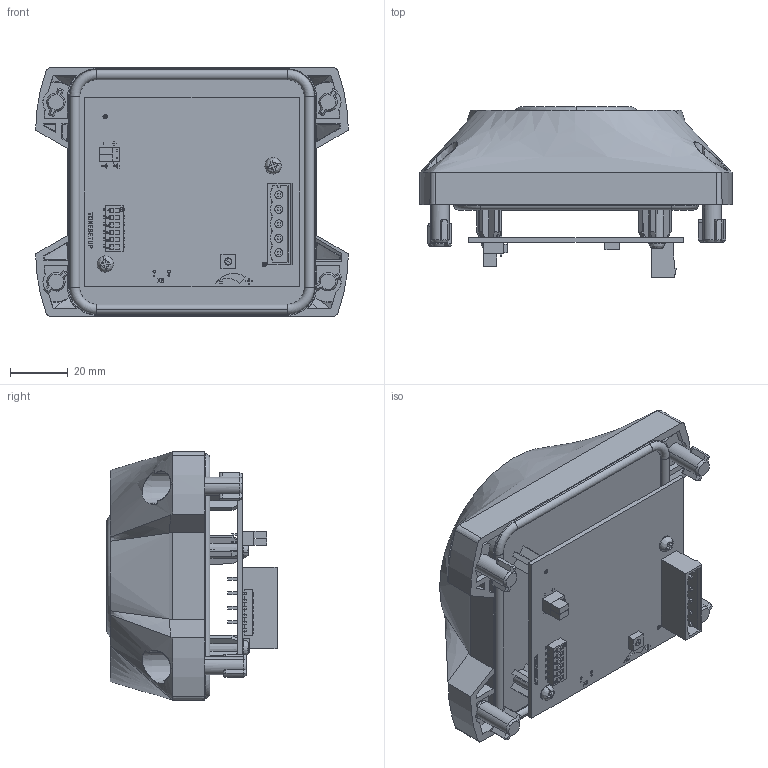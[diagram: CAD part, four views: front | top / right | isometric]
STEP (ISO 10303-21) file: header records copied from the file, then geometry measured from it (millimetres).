
FILE_DESCRIPTION (( 'STEP AP203' ), '1' );
FILE_NAME ('21517810055.step', '2025-08-21T11:22:24', ( '' ), ( '' ), 'SwSTEP 2.0', 'SolidWorks 2024', '' );
FILE_SCHEMA (( 'CONFIG_CONTROL_DESIGN' ));
Length unit declared in the file: millimetre
Products named in the file (1): 21517810055
Bounding box: 108 x 58.77 x 86 mm (x, y, z)
Volume: 215146.7 mm3; surface area: 52749.4 mm2
Topology: 9 solids, 9 shells, 1957 faces, 4813 edges, 2986 vertices
Faces by surface type: plane 948, bspline 468, cylinder 243, cone 108, sphere 104, torus 86
Entity records: 74182 total; most frequent: CARTESIAN_POINT 32503, ORIENTED_EDGE 9626, DIRECTION 7023, EDGE_CURVE 4813, VERTEX_POINT 2986, AXIS2_PLACEMENT_3D 2406, VECTOR 2211, LINE 2211
